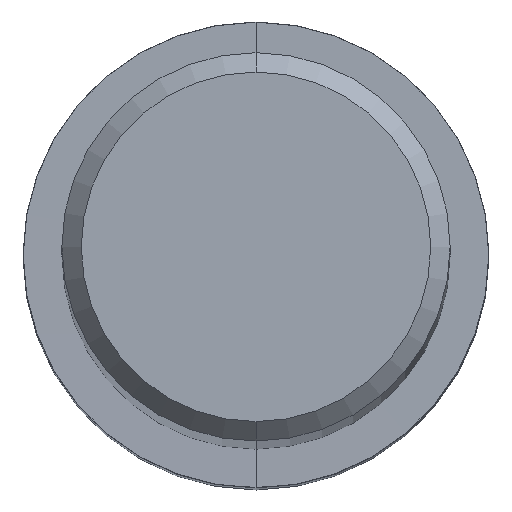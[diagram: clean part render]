
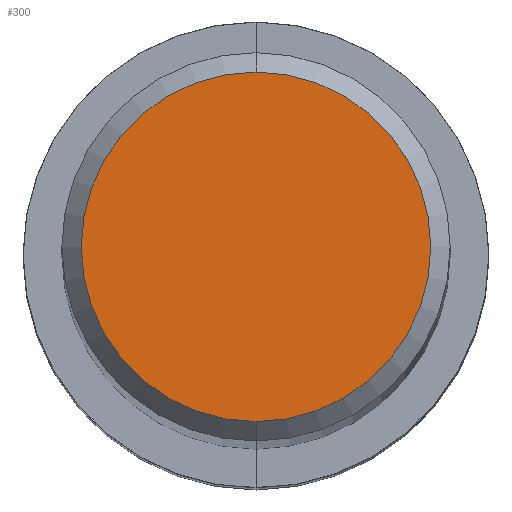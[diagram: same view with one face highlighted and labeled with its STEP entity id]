
A CAD part, top view. The second image highlights one B-rep face of the part: STEP entity #300.
In plain terms, the highlighted planar face has unit normal (0, 0, 1).
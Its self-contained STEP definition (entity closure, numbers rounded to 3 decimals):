
#160=VERTEX_POINT('',#429);
#272=VERTEX_POINT('',#553);
#300=ADVANCED_FACE('',(#583),#584,.T.);
#322=EDGE_CURVE('',#272,#160,#606,.T.);
#334=EDGE_CURVE('',#160,#272,#619,.T.);
#429=CARTESIAN_POINT('',(0.0,4.5,0.0));
#553=CARTESIAN_POINT('',(0.,-4.5,0.0));
#583=FACE_OUTER_BOUND('',#1076,.T.);
#584=PLANE('',#1077);
#606=CIRCLE('',#1108,4.5);
#619=CIRCLE('',#1124,4.5);
#1076=EDGE_LOOP('',(#1488,#1489));
#1077=AXIS2_PLACEMENT_3D('',#1490,#1491,#1492);
#1108=AXIS2_PLACEMENT_3D('',#1507,#1508,#1509);
#1124=AXIS2_PLACEMENT_3D('',#1518,#1519,#1520);
#1488=ORIENTED_EDGE('',*,*,#334,.F.);
#1489=ORIENTED_EDGE('',*,*,#322,.F.);
#1490=CARTESIAN_POINT('',(0.0,2.25,0.0));
#1491=DIRECTION('',(-0.0,0.0,1.0));
#1492=DIRECTION('',(0.0,-1.0,0.0));
#1507=CARTESIAN_POINT('',(0.0,0.0,0.0));
#1508=DIRECTION('',(0.0,0.0,-1.0));
#1509=DIRECTION('',(0.0,1.0,0.0));
#1518=CARTESIAN_POINT('',(0.0,0.0,0.0));
#1519=DIRECTION('',(0.0,0.0,-1.0));
#1520=DIRECTION('',(0.0,1.0,0.0));
